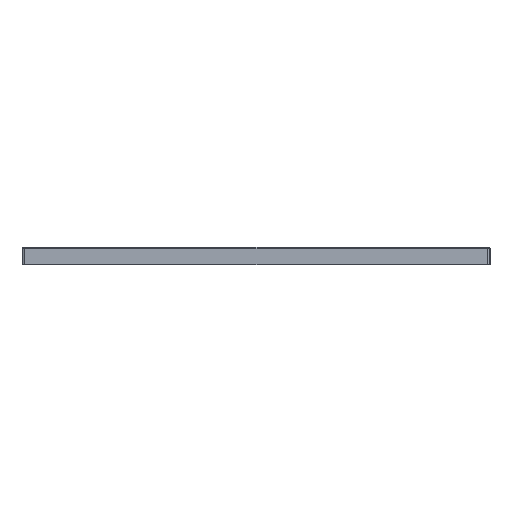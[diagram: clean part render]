
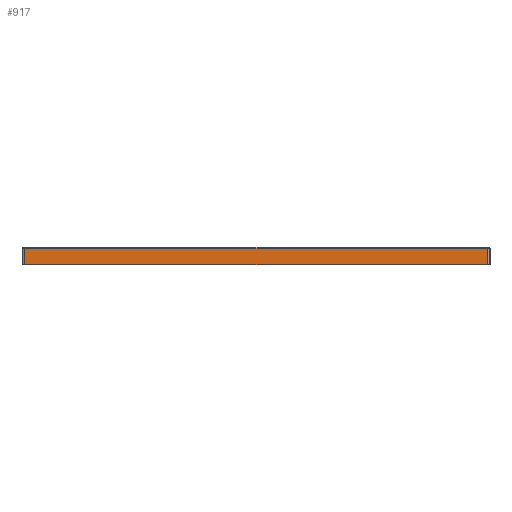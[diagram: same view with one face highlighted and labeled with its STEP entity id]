
A CAD part, left-side view. The second image highlights one B-rep face of the part: STEP entity #917.
In plain terms, the highlighted planar face has unit normal (-1, 0, 0).
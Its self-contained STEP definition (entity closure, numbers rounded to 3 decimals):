
#917=ADVANCED_FACE('',(#1515),#1363,.T.);
#1363=PLANE('',#8221);
#1515=FACE_OUTER_BOUND('',#1979,.T.);
#1979=EDGE_LOOP('',(#3210,#3211,#3212,#3213,#3214));
#2624=B_SPLINE_CURVE_WITH_KNOTS('',3,(#20853,#20854,#20855,#20856,#20857,
#20858,#20859,#20860,#20861,#20862,#20863,#20864,#20865),.UNSPECIFIED.,
 .F.,.F.,(4,3,3,3,4),(0.,0.009,0.134,0.382,
1.),.UNSPECIFIED.);
#2625=B_SPLINE_CURVE_WITH_KNOTS('',3,(#20867,#20868,#20869,#20870,#20871,
#20872,#20873,#20874,#20875,#20876,#20877,#20878,#20879,#20880,#20881,#20882,
#20883,#20884,#20885),.UNSPECIFIED.,.F.,.F.,(4,3,3,3,3,3,4),(0.,0.008,
0.038,0.159,0.646,0.866,
1.),.UNSPECIFIED.);
#3210=ORIENTED_EDGE('',*,*,#6374,.T.);
#3211=ORIENTED_EDGE('',*,*,#6375,.T.);
#3212=ORIENTED_EDGE('',*,*,#6376,.T.);
#3213=ORIENTED_EDGE('',*,*,#6377,.T.);
#3214=ORIENTED_EDGE('',*,*,#6378,.F.);
#5572=VERTEX_POINT('',#20851);
#5573=VERTEX_POINT('',#20852);
#5574=VERTEX_POINT('',#20866);
#5575=VERTEX_POINT('',#20886);
#5576=VERTEX_POINT('',#20888);
#6374=EDGE_CURVE('',#5572,#5573,#7396,.T.);
#6375=EDGE_CURVE('',#5573,#5574,#2624,.T.);
#6376=EDGE_CURVE('',#5574,#5575,#2625,.T.);
#6377=EDGE_CURVE('',#5575,#5576,#7397,.T.);
#6378=EDGE_CURVE('',#5572,#5576,#7398,.T.);
#7396=LINE('',#20850,#7809);
#7397=LINE('',#20887,#7810);
#7398=LINE('',#20889,#7811);
#7809=VECTOR('',#8920,1.);
#7810=VECTOR('',#8921,1.);
#7811=VECTOR('',#8922,1.);
#8221=AXIS2_PLACEMENT_3D('',#20890,#8923,#8924);
#8920=DIRECTION('',(0.,0.,1.));
#8921=DIRECTION('',(0.,0.,-1.));
#8922=DIRECTION('',(0.,1.,0.));
#8923=DIRECTION('',(-1.,0.,0.));
#8924=DIRECTION('',(0.,0.,1.));
#20850=CARTESIAN_POINT('',(-200.,-395.,29.));
#20851=CARTESIAN_POINT('',(-200.,-395.,0.));
#20852=CARTESIAN_POINT('',(-200.,-395.,28.475));
#20853=CARTESIAN_POINT('',(-200.,-395.,28.475));
#20854=CARTESIAN_POINT('',(-200.,-393.761,28.469));
#20855=CARTESIAN_POINT('',(-200.,-392.521,28.469));
#20856=CARTESIAN_POINT('',(-200.,-391.282,28.47));
#20857=CARTESIAN_POINT('',(-200.,-374.915,28.471));
#20858=CARTESIAN_POINT('',(-200.,-358.548,28.47));
#20859=CARTESIAN_POINT('',(-200.,-342.181,28.47));
#20860=CARTESIAN_POINT('',(-200.,-309.447,28.469));
#20861=CARTESIAN_POINT('',(-200.,-276.713,28.469));
#20862=CARTESIAN_POINT('',(-200.,-243.979,28.469));
#20863=CARTESIAN_POINT('',(-200.,-162.653,28.469));
#20864=CARTESIAN_POINT('',(-200.,-81.326,28.47));
#20865=CARTESIAN_POINT('',(-200.,0.,28.47));
#20866=CARTESIAN_POINT('',(-200.,0.,28.47));
#20867=CARTESIAN_POINT('',(-200.,0.,28.47));
#20868=CARTESIAN_POINT('',(-200.,1.,28.47));
#20869=CARTESIAN_POINT('',(-200.,2.,28.47));
#20870=CARTESIAN_POINT('',(-200.,3.,28.47));
#20871=CARTESIAN_POINT('',(-200.,7.,28.47));
#20872=CARTESIAN_POINT('',(-200.,11.,28.47));
#20873=CARTESIAN_POINT('',(-200.,15.,28.47));
#20874=CARTESIAN_POINT('',(-200.,31.,28.47));
#20875=CARTESIAN_POINT('',(-200.,47.,28.47));
#20876=CARTESIAN_POINT('',(-200.,63.,28.47));
#20877=CARTESIAN_POINT('',(-200.,127.,28.469));
#20878=CARTESIAN_POINT('',(-200.,191.,28.469));
#20879=CARTESIAN_POINT('',(-200.,255.,28.469));
#20880=CARTESIAN_POINT('',(-200.,284.06,28.469));
#20881=CARTESIAN_POINT('',(-200.,313.121,28.469));
#20882=CARTESIAN_POINT('',(-200.,342.181,28.47));
#20883=CARTESIAN_POINT('',(-200.,359.787,28.47));
#20884=CARTESIAN_POINT('',(-200.,377.394,28.396));
#20885=CARTESIAN_POINT('',(-200.,395.,28.475));
#20886=CARTESIAN_POINT('',(-200.,395.,28.475));
#20887=CARTESIAN_POINT('',(-200.,395.,29.));
#20888=CARTESIAN_POINT('',(-200.,395.,0.));
#20889=CARTESIAN_POINT('',(-200.,-400.,0.));
#20890=CARTESIAN_POINT('',(-200.,-400.,29.));
